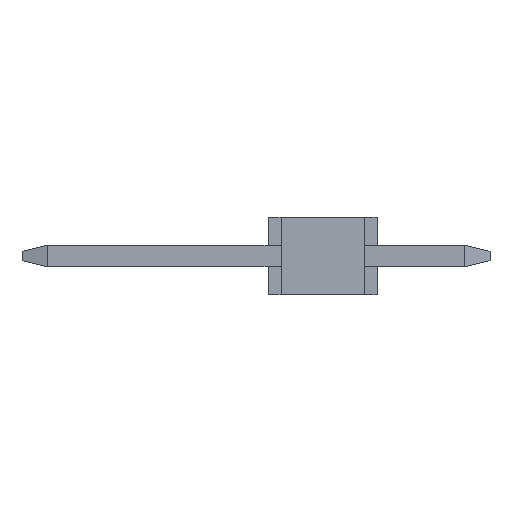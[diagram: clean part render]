
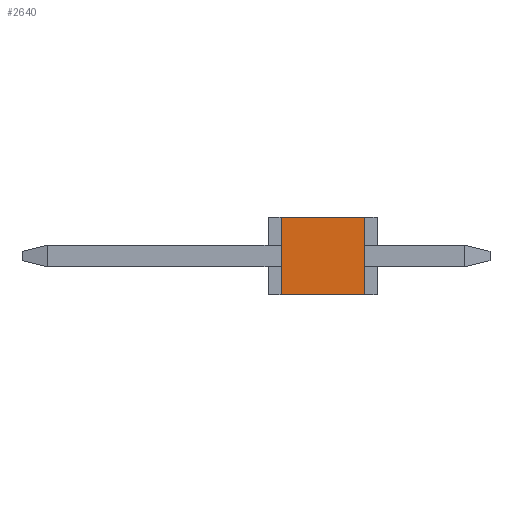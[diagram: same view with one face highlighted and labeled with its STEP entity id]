
A CAD part, left-side view. The second image highlights one B-rep face of the part: STEP entity #2640.
In plain terms, the highlighted planar face has unit normal (-1, 0, 0).
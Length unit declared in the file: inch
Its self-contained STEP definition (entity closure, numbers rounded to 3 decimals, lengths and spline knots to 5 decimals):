
#1=DIRECTION('',(0.,0.,-1.));
#2=VECTOR('',#1,0.093);
#3=CARTESIAN_POINT('',(-0.395,0.05,0.0465));
#4=LINE('',#3,#2);
#5=DIRECTION('',(0.,-1.,0.));
#6=VECTOR('',#5,0.1);
#7=CARTESIAN_POINT('',(-0.395,0.05,0.0465));
#8=LINE('',#7,#6);
#9=DIRECTION('',(0.,0.,-1.));
#10=VECTOR('',#9,0.093);
#11=CARTESIAN_POINT('',(-0.395,-0.05,0.0465));
#12=LINE('',#11,#10);
#13=DIRECTION('',(0.,1.,0.));
#14=VECTOR('',#13,0.1);
#15=CARTESIAN_POINT('',(-0.395,-0.05,-0.0465));
#16=LINE('',#15,#14);
#2009=CARTESIAN_POINT('',(-0.395,0.05,0.0465));
#2010=CARTESIAN_POINT('',(-0.395,0.05,-0.0465));
#2011=VERTEX_POINT('',#2009);
#2012=VERTEX_POINT('',#2010);
#2013=CARTESIAN_POINT('',(-0.395,-0.05,0.0465));
#2014=CARTESIAN_POINT('',(-0.395,-0.05,-0.0465));
#2015=VERTEX_POINT('',#2013);
#2016=VERTEX_POINT('',#2014);
#2625=CARTESIAN_POINT('',(-0.395,0.,0.));
#2626=DIRECTION('',(1.,0.,0.));
#2627=DIRECTION('',(0.,0.,-1.));
#2628=AXIS2_PLACEMENT_3D('',#2625,#2626,#2627);
#2629=PLANE('',#2628);
#2631=ORIENTED_EDGE('',*,*,#2630,.F.);
#2633=ORIENTED_EDGE('',*,*,#2632,.T.);
#2635=ORIENTED_EDGE('',*,*,#2634,.T.);
#2637=ORIENTED_EDGE('',*,*,#2636,.T.);
#2638=EDGE_LOOP('',(#2631,#2633,#2635,#2637));
#2639=FACE_OUTER_BOUND('',#2638,.F.);
#2640=ADVANCED_FACE('',(#2639),#2629,.F.);
#2630=EDGE_CURVE('',#2011,#2012,#4,.T.);
#2632=EDGE_CURVE('',#2011,#2015,#8,.T.);
#2634=EDGE_CURVE('',#2015,#2016,#12,.T.);
#2636=EDGE_CURVE('',#2016,#2012,#16,.T.);
